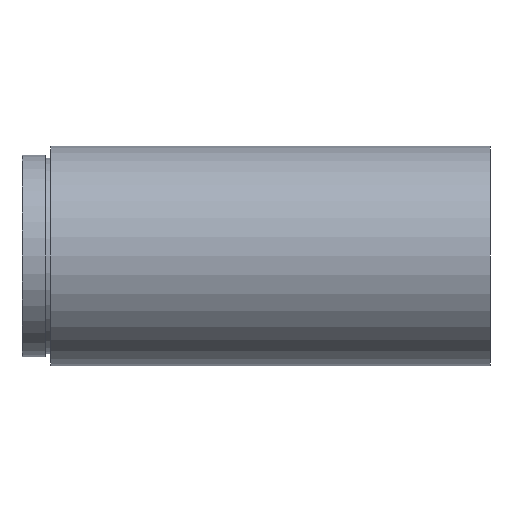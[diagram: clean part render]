
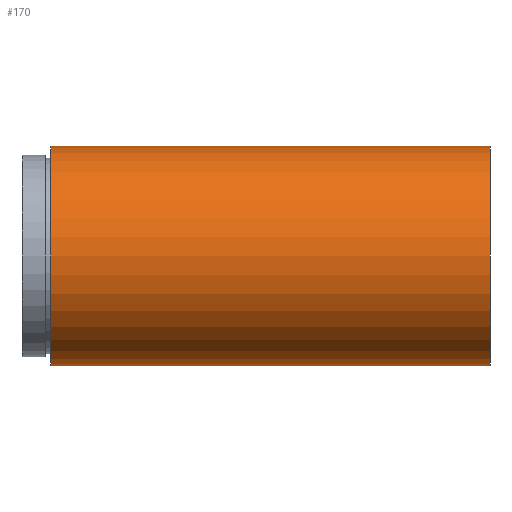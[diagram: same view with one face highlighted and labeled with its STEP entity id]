
A CAD part, left-side view. The second image highlights one B-rep face of the part: STEP entity #170.
In plain terms, the highlighted cylindrical face has radius 19.05 mm (diameter 38.1 mm), a partial arc.
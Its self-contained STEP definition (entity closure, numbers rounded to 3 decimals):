
#14 = CARTESIAN_POINT ( 'NONE',  ( 0., 161.376, 0. ) ) ;
#23 = CARTESIAN_POINT ( 'NONE',  ( 0., 0., -19.05 ) ) ;
#24 = ORIENTED_EDGE ( 'NONE', *, *, #38, .F. ) ;
#25 = CARTESIAN_POINT ( 'NONE',  ( 0., 76.2, -19.05 ) ) ;
#38 = EDGE_CURVE ( 'NONE', #156, #373, #298, .T. ) ;
#41 = AXIS2_PLACEMENT_3D ( 'NONE', #134, #507, #611 ) ;
#54 = VECTOR ( 'NONE', #150, 1000. ) ;
#80 = DIRECTION ( 'NONE',  ( 0., 1., 0. ) ) ;
#84 = ORIENTED_EDGE ( 'NONE', *, *, #353, .T. ) ;
#134 = CARTESIAN_POINT ( 'NONE',  ( 0., 76.2, 0. ) ) ;
#135 = CARTESIAN_POINT ( 'NONE',  ( 0., 0., 0. ) ) ;
#147 = EDGE_LOOP ( 'NONE', ( #24, #612, #84, #517 ) ) ;
#150 = DIRECTION ( 'NONE',  ( 0., 1., 0. ) ) ;
#156 = VERTEX_POINT ( 'NONE', #23 ) ;
#170 = ADVANCED_FACE ( 'NONE', ( #255 ), #590, .T. ) ;
#255 = FACE_OUTER_BOUND ( 'NONE', #147, .T. ) ;
#257 = CARTESIAN_POINT ( 'NONE',  ( 0., 161.376, 19.05 ) ) ;
#263 = DIRECTION ( 'NONE',  ( 0., 1., 0. ) ) ;
#277 = VERTEX_POINT ( 'NONE', #290 ) ;
#290 = CARTESIAN_POINT ( 'NONE',  ( 0., 76.2, 19.05 ) ) ;
#298 = LINE ( 'NONE', #578, #54 ) ;
#353 = EDGE_CURVE ( 'NONE', #512, #277, #395, .T. ) ;
#373 = VERTEX_POINT ( 'NONE', #25 ) ;
#395 = LINE ( 'NONE', #257, #535 ) ;
#402 = CARTESIAN_POINT ( 'NONE',  ( 0., 0., 19.05 ) ) ;
#429 = CIRCLE ( 'NONE', #41, 19.05 ) ;
#437 = CIRCLE ( 'NONE', #551, 19.05 ) ;
#452 = EDGE_CURVE ( 'NONE', #373, #277, #429, .T. ) ;
#455 = AXIS2_PLACEMENT_3D ( 'NONE', #14, #485, #486 ) ;
#485 = DIRECTION ( 'NONE',  ( 0., 1., 0. ) ) ;
#486 = DIRECTION ( 'NONE',  ( 0., 0., 1. ) ) ;
#506 = EDGE_CURVE ( 'NONE', #156, #512, #437, .T. ) ;
#507 = DIRECTION ( 'NONE',  ( 0., 1., 0. ) ) ;
#512 = VERTEX_POINT ( 'NONE', #402 ) ;
#513 = DIRECTION ( 'NONE',  ( 0., 0., 1. ) ) ;
#517 = ORIENTED_EDGE ( 'NONE', *, *, #452, .F. ) ;
#535 = VECTOR ( 'NONE', #263, 1000. ) ;
#551 = AXIS2_PLACEMENT_3D ( 'NONE', #135, #80, #513 ) ;
#578 = CARTESIAN_POINT ( 'NONE',  ( 0., 161.376, -19.05 ) ) ;
#590 = CYLINDRICAL_SURFACE ( 'NONE', #455, 19.05 ) ;
#611 = DIRECTION ( 'NONE',  ( 0., 0., 1. ) ) ;
#612 = ORIENTED_EDGE ( 'NONE', *, *, #506, .T. ) ;
